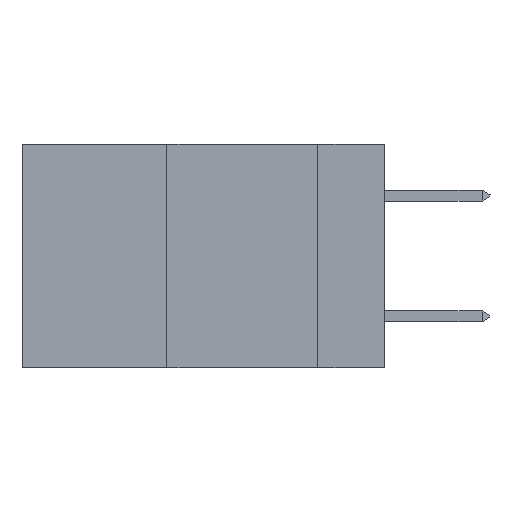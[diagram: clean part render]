
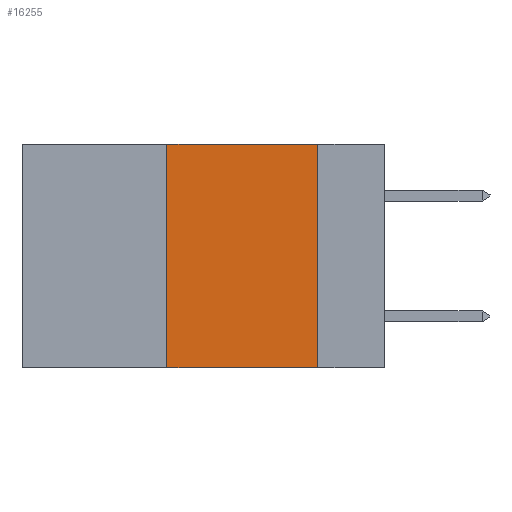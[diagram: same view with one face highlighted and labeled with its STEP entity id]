
A CAD part, left-side view. The second image highlights one B-rep face of the part: STEP entity #16255.
In plain terms, the highlighted planar face has unit normal (-1, 0, 0).
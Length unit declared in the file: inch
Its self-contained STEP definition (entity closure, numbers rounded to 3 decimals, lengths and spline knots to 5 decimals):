
#217 = DIRECTION ( 'NONE',  ( 0., 0., 1. ) ) ;
#366 = CARTESIAN_POINT ( 'NONE',  ( 0., 0.6, 0. ) ) ;
#2454 = FACE_OUTER_BOUND ( 'NONE', #18391, .T. ) ;
#3037 = VECTOR ( 'NONE', #15339, 39.37008 ) ;
#4594 = ORIENTED_EDGE ( 'NONE', *, *, #11981, .F. ) ;
#4894 = EDGE_CURVE ( 'NONE', #21703, #27842, #23764, .T. ) ;
#5343 = AXIS2_PLACEMENT_3D ( 'NONE', #20270, #29541, #15701 ) ;
#6620 = VERTEX_POINT ( 'NONE', #12998 ) ;
#11981 = EDGE_CURVE ( 'NONE', #6620, #27842, #20138, .T. ) ;
#12998 = CARTESIAN_POINT ( 'NONE',  ( 0., 0.11, 0. ) ) ;
#13387 = PLANE ( 'NONE',  #5343 ) ;
#13603 = EDGE_CURVE ( 'NONE', #13773, #6620, #29752, .T. ) ;
#13773 = VERTEX_POINT ( 'NONE', #26712 ) ;
#15262 = VECTOR ( 'NONE', #25735, 39.37008 ) ;
#15339 = DIRECTION ( 'NONE',  ( 0., 0., -1. ) ) ;
#15701 = DIRECTION ( 'NONE',  ( 0., 0., -1. ) ) ;
#15916 = CARTESIAN_POINT ( 'NONE',  ( 0., 0.11, -0.37 ) ) ;
#16255 = ADVANCED_FACE ( 'NONE', ( #2454 ), #13387, .F. ) ;
#16275 = CARTESIAN_POINT ( 'NONE',  ( 0., 0.36, 0. ) ) ;
#16660 = ORIENTED_EDGE ( 'NONE', *, *, #26544, .F. ) ;
#18239 = CARTESIAN_POINT ( 'NONE',  ( 0., 0.36, -0.37 ) ) ;
#18391 = EDGE_LOOP ( 'NONE', ( #4594, #29820, #16660, #22226 ) ) ;
#18758 = CARTESIAN_POINT ( 'NONE',  ( 0., 0.6, -0.37 ) ) ;
#20138 = LINE ( 'NONE', #29171, #3037 ) ;
#20270 = CARTESIAN_POINT ( 'NONE',  ( 0., 0.6, 0. ) ) ;
#21703 = VERTEX_POINT ( 'NONE', #18239 ) ;
#22226 = ORIENTED_EDGE ( 'NONE', *, *, #4894, .T. ) ;
#23764 = LINE ( 'NONE', #18758, #26676 ) ;
#25735 = DIRECTION ( 'NONE',  ( 0., -1., 0. ) ) ;
#26544 = EDGE_CURVE ( 'NONE', #21703, #13773, #26628, .T. ) ;
#26628 = LINE ( 'NONE', #16275, #27002 ) ;
#26676 = VECTOR ( 'NONE', #27023, 39.37008 ) ;
#26712 = CARTESIAN_POINT ( 'NONE',  ( 0., 0.36, 0. ) ) ;
#27002 = VECTOR ( 'NONE', #217, 39.37008 ) ;
#27023 = DIRECTION ( 'NONE',  ( 0., -1., 0. ) ) ;
#27842 = VERTEX_POINT ( 'NONE', #15916 ) ;
#29171 = CARTESIAN_POINT ( 'NONE',  ( 0., 0.11, 0. ) ) ;
#29541 = DIRECTION ( 'NONE',  ( 1., 0., 0. ) ) ;
#29752 = LINE ( 'NONE', #366, #15262 ) ;
#29820 = ORIENTED_EDGE ( 'NONE', *, *, #13603, .F. ) ;
